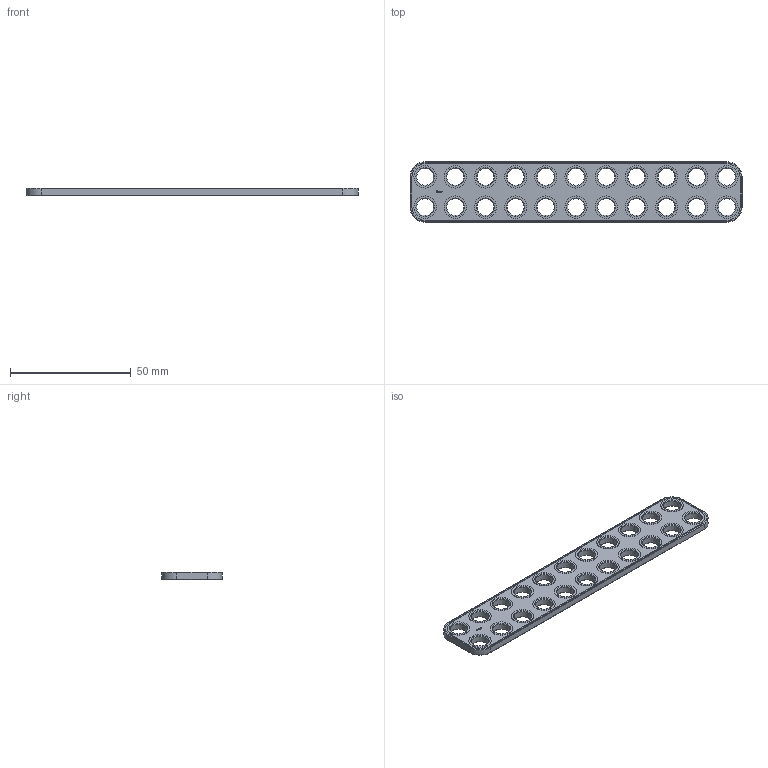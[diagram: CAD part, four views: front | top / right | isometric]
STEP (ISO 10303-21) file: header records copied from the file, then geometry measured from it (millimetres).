
FILE_DESCRIPTION(('FreeCAD Model'),'2;1');
FILE_NAME('Open CASCADE Shape Model','2024-10-08T18:18:05',(''),(''), 'Open CASCADE STEP processor 7.7','FreeCAD','Unknown');
FILE_SCHEMA(('AUTOMOTIVE_DESIGN { 1 0 10303 214 1 1 1 1 }'));
Length unit declared in the file: millimetre
Products named in the file (1): Plate RCT CRNR BU11x02x00.25 - SPN-PLT-0121 (stemfie.org)
Bounding box: 137.5 x 25 x 3.12 mm (x, y, z)
Volume: 7580.1 mm3; surface area: 7523 mm2
Topology: 1 solids, 1 shells, 571 faces, 1488 edges, 972 vertices
Faces by surface type: plane 355, extrusion 112, cylinder 52, cone 52
Full cylindrical faces by diameter (mm): 7 x22, 9.2 x22
Entity records: 17768 total; most frequent: CARTESIAN_POINT 3940, ORIENTED_EDGE 2976, DIRECTION 2452, EDGE_CURVE 1488, VECTOR 1220, LINE 1108, VERTEX_POINT 972, FACE_BOUND 668
